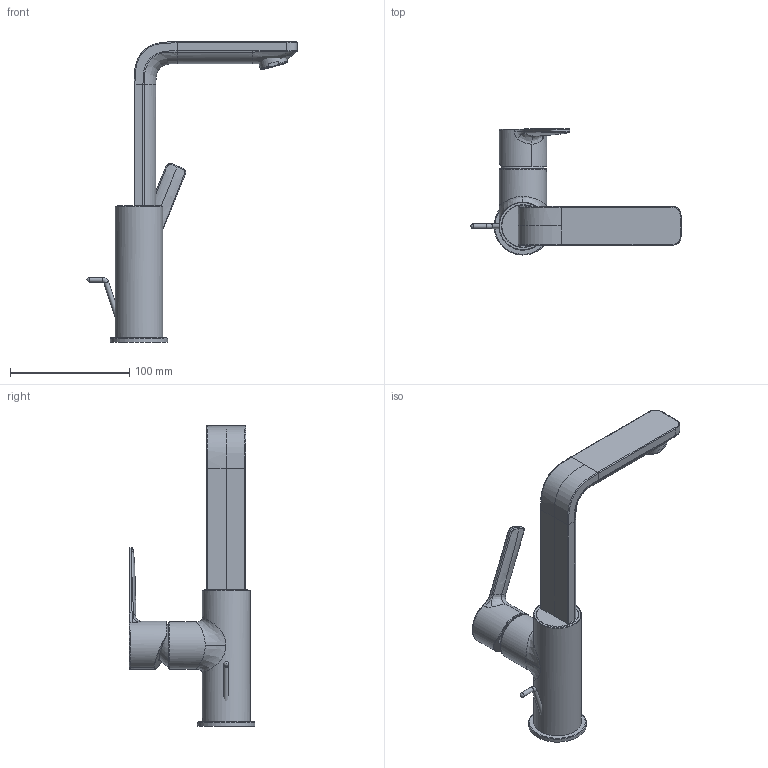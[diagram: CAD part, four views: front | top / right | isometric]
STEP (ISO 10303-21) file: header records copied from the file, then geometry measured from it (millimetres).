
FILE_DESCRIPTION(/* description */ ('Unknown'),/* implementation_level */ '2;1');
FILE_NAME(/* name */ '23296001',/* time_stamp */ '2022-09-07T16:44:09+02:00',/* author */ ('Unknown'),/* organization */ ('GROHE AG'),/* preprocessor_version */ 'ST-DEVELOPER v16.7',/* originating_system */ 'DEX',/* authorisation */ $);
FILE_SCHEMA (('AUTOMOTIVE_DESIGN {1 0 10303 214 3 1 1}'));
Length unit declared in the file: millimetre
Products named in the file (2): 23296001; id11
Assembly tree (1 placements, depth 2):
  23296001
    id11
Bounding box: 176.1 x 105.51 x 251.65 mm (x, y, z)
Surface area: 57281.2 mm2 (no closed solid volume)
Topology: 0 solids, 9 shells, 117 faces, 300 edges, 188 vertices
Faces by surface type: bspline 64, plane 28, cylinder 13, torus 7, sphere 3, cone 2
Full cylindrical faces by diameter (mm): 4 x2, 18.5 x1, 23.6 x1, 36.9 x1, 39.744 x1, 40 x1, 48.2 x1
Entity records: 12048 total; most frequent: CARTESIAN_POINT 9502, ORIENTED_EDGE 510, EDGE_CURVE 276, B_SPLINE_CURVE_WITH_KNOTS 217, DIRECTION 209, VERTEX_POINT 181, EDGE_LOOP 139, FACE_BOUND 139
